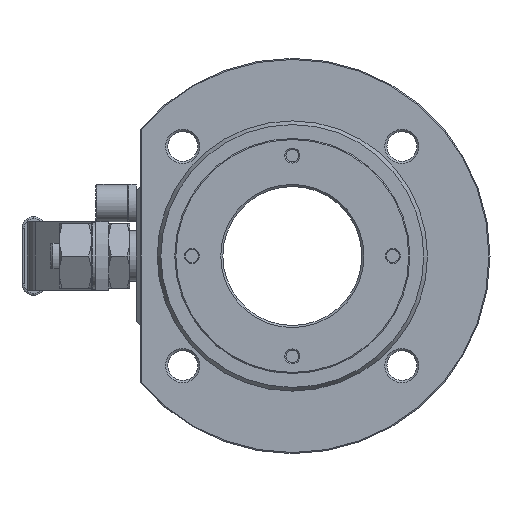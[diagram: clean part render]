
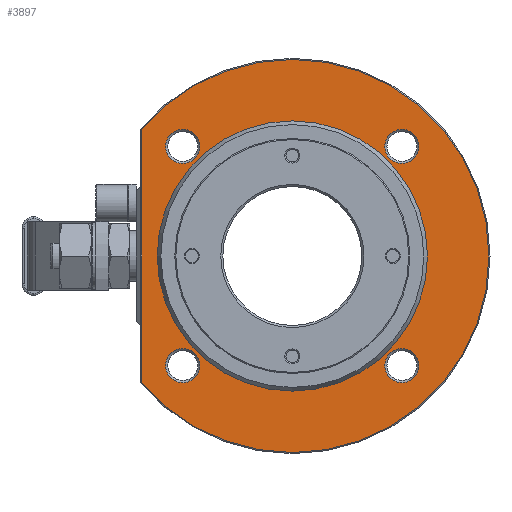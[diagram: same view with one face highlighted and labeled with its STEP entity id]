
A CAD part, left-side view. The second image highlights one B-rep face of the part: STEP entity #3897.
In plain terms, the highlighted planar face has unit normal (-1, 0, 0).
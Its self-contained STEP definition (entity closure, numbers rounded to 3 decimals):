
#1866 = VERTEX_POINT ( 'NONE', #1869 ) ;
#1869 = CARTESIAN_POINT ( 'NONE',  ( -44., -59.265, -51.265 ) ) ;
#1884 = VERTEX_POINT ( 'NONE', #1887 ) ;
#1887 = CARTESIAN_POINT ( 'NONE',  ( -44., 43.265, -51.265 ) ) ;
#1892 = VERTEX_POINT ( 'NONE', #1895 ) ;
#1894 = VERTEX_POINT ( 'NONE', #1897 ) ;
#1895 = CARTESIAN_POINT ( 'NONE',  ( -44., 43.265, 51.265 ) ) ;
#1897 = CARTESIAN_POINT ( 'NONE',  ( -44., -59.265, 51.265 ) ) ;
#1912 = VERTEX_POINT ( 'NONE', #1914 ) ;
#1914 = CARTESIAN_POINT ( 'NONE',  ( -44., 63.232, 0. ) ) ;
#3897 = ADVANCED_FACE ( 'NONE', ( #14618, #14603, #14621, #14623, #14617, #14619 ), #14620, .T. ) ;
#4016 = EDGE_LOOP ( 'NONE', ( #26844, #26846 ) ) ;
#4018 = EDGE_LOOP ( 'NONE', ( #26848 ) ) ;
#4019 = EDGE_LOOP ( 'NONE', ( #26850 ) ) ;
#4020 = EDGE_LOOP ( 'NONE', ( #26851 ) ) ;
#4021 = EDGE_LOOP ( 'NONE', ( #26853 ) ) ;
#4022 = EDGE_LOOP ( 'NONE', ( #26855 ) ) ;
#6071 = AXIS2_PLACEMENT_3D ( 'NONE', #14633, #14634, #14635 ) ;
#10323 = VERTEX_POINT ( 'NONE', #20941 ) ;
#10331 = VERTEX_POINT ( 'NONE', #20949 ) ;
#14603 = FACE_BOUND ( 'NONE', #4018, .T. ) ;
#14617 = FACE_BOUND ( 'NONE', #4021, .T. ) ;
#14618 = FACE_OUTER_BOUND ( 'NONE', #4016, .T. ) ;
#14619 = FACE_BOUND ( 'NONE', #4022, .T. ) ;
#14620 = PLANE ( 'NONE',  #6071 ) ;
#14621 = FACE_BOUND ( 'NONE', #4019, .T. ) ;
#14623 = FACE_BOUND ( 'NONE', #4020, .T. ) ;
#14633 = CARTESIAN_POINT ( 'NONE',  ( -44., 92.5, 0. ) ) ;
#14634 = DIRECTION ( 'NONE',  ( -1., 0., 0. ) ) ;
#14635 = DIRECTION ( 'NONE',  ( 0., -1., 0. ) ) ;
#20941 = CARTESIAN_POINT ( 'NONE',  ( -44., 70.5, 59.108 ) ) ;
#20949 = CARTESIAN_POINT ( 'NONE',  ( -44., 70.5, -59.108 ) ) ;
#21722 = EDGE_CURVE ( 'NONE', #10331, #10323, #26481, .T. ) ;
#21835 = EDGE_CURVE ( 'NONE', #10323, #10331, #25135, .T. ) ;
#21845 = EDGE_CURVE ( 'NONE', #1866, #1866, #26601, .T. ) ;
#21936 = EDGE_CURVE ( 'NONE', #1884, #1884, #26672, .T. ) ;
#21961 = EDGE_CURVE ( 'NONE', #1892, #1892, #26745, .T. ) ;
#21963 = EDGE_CURVE ( 'NONE', #1894, #1894, #26743, .T. ) ;
#22258 = EDGE_CURVE ( 'NONE', #1912, #1912, #31647, .T. ) ;
#23941 = CARTESIAN_POINT ( 'NONE',  ( -44., 0., 0. ) ) ;
#23942 = DIRECTION ( 'NONE',  ( -1., 0., 0. ) ) ;
#23943 = DIRECTION ( 'NONE',  ( 0., -1., 0. ) ) ;
#25135 = LINE ( 'NONE', #25137, #26596 ) ;
#25137 = CARTESIAN_POINT ( 'NONE',  ( -44., 70.5, 0. ) ) ;
#25139 = DIRECTION ( 'NONE',  ( 0., 0., -1. ) ) ;
#25281 = CARTESIAN_POINT ( 'NONE',  ( -44., -51.265, -51.265 ) ) ;
#25283 = DIRECTION ( 'NONE',  ( 1., 0., 0. ) ) ;
#25284 = DIRECTION ( 'NONE',  ( 0., -1., 0. ) ) ;
#26472 = AXIS2_PLACEMENT_3D ( 'NONE', #23941, #23942, #23943 ) ;
#26481 = CIRCLE ( 'NONE', #26472, 92. ) ;
#26596 = VECTOR ( 'NONE', #25139, 1000. ) ;
#26601 = CIRCLE ( 'NONE', #26603, 8. ) ;
#26603 = AXIS2_PLACEMENT_3D ( 'NONE', #25281, #25283, #25284 ) ;
#26672 = CIRCLE ( 'NONE', #26696, 8. ) ;
#26696 = AXIS2_PLACEMENT_3D ( 'NONE', #27905, #27906, #27907 ) ;
#26737 = AXIS2_PLACEMENT_3D ( 'NONE', #28146, #28147, #28148 ) ;
#26743 = CIRCLE ( 'NONE', #26750, 8. ) ;
#26745 = CIRCLE ( 'NONE', #26737, 8. ) ;
#26750 = AXIS2_PLACEMENT_3D ( 'NONE', #28152, #28153, #28154 ) ;
#26844 = ORIENTED_EDGE ( 'NONE', *, *, #21722, .T. ) ;
#26846 = ORIENTED_EDGE ( 'NONE', *, *, #21835, .T. ) ;
#26848 = ORIENTED_EDGE ( 'NONE', *, *, #21845, .T. ) ;
#26850 = ORIENTED_EDGE ( 'NONE', *, *, #21963, .T. ) ;
#26851 = ORIENTED_EDGE ( 'NONE', *, *, #21961, .T. ) ;
#26853 = ORIENTED_EDGE ( 'NONE', *, *, #21936, .T. ) ;
#26855 = ORIENTED_EDGE ( 'NONE', *, *, #22258, .T. ) ;
#27905 = CARTESIAN_POINT ( 'NONE',  ( -44., 51.265, -51.265 ) ) ;
#27906 = DIRECTION ( 'NONE',  ( 1., 0., 0. ) ) ;
#27907 = DIRECTION ( 'NONE',  ( 0., -1., 0. ) ) ;
#28146 = CARTESIAN_POINT ( 'NONE',  ( -44., 51.265, 51.265 ) ) ;
#28147 = DIRECTION ( 'NONE',  ( 1., 0., 0. ) ) ;
#28148 = DIRECTION ( 'NONE',  ( 0., -1., 0. ) ) ;
#28152 = CARTESIAN_POINT ( 'NONE',  ( -44., -51.265, 51.265 ) ) ;
#28153 = DIRECTION ( 'NONE',  ( 1., 0., 0. ) ) ;
#28154 = DIRECTION ( 'NONE',  ( 0., -1., 0. ) ) ;
#31647 = CIRCLE ( 'NONE', #31649, 63.232 ) ;
#31649 = AXIS2_PLACEMENT_3D ( 'NONE', #32862, #32863, #32864 ) ;
#32862 = CARTESIAN_POINT ( 'NONE',  ( -44., 0., 0. ) ) ;
#32863 = DIRECTION ( 'NONE',  ( 1., 0., 0. ) ) ;
#32864 = DIRECTION ( 'NONE',  ( 0., 1., 0. ) ) ;
